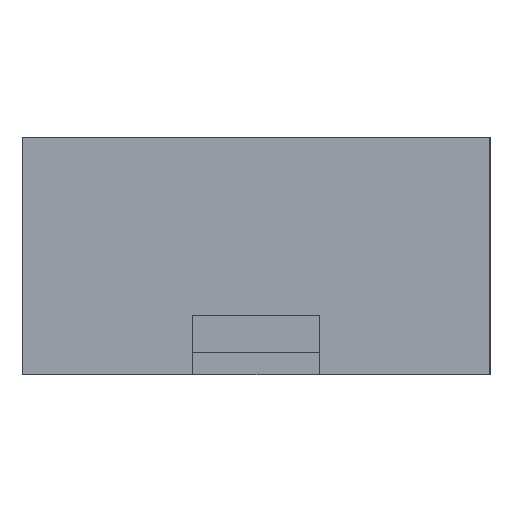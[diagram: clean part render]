
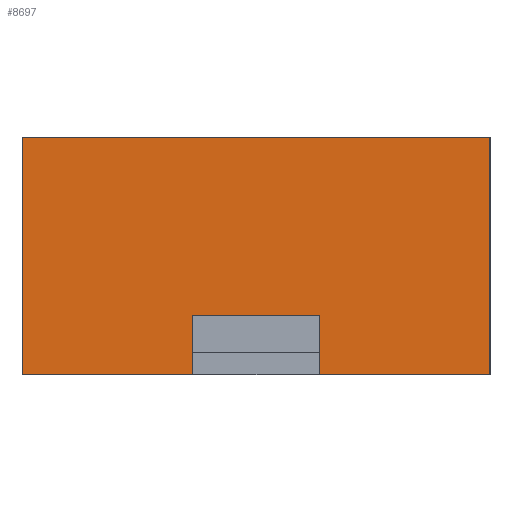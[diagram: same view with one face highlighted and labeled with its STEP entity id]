
A CAD part, left-side view. The second image highlights one B-rep face of the part: STEP entity #8697.
In plain terms, the highlighted planar face has unit normal (-1, 0, 0).
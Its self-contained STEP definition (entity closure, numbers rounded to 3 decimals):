
#372 = EDGE_LOOP ( 'NONE', ( #2198, #2197, #2175, #2174, #2173, #2172, #1644, #1643 ) ) ;
#393 = DIRECTION ( 'NONE',  ( 0., 0., -1. ) ) ;
#395 = DIRECTION ( 'NONE',  ( 0., 0., -1. ) ) ;
#397 = DIRECTION ( 'NONE',  ( 0., 0., 1. ) ) ;
#398 = DIRECTION ( 'NONE',  ( 0., 1., 0. ) ) ;
#399 = CARTESIAN_POINT ( 'NONE',  ( 0., 40., 8. ) ) ;
#400 = CARTESIAN_POINT ( 'NONE',  ( 0., 40., 8. ) ) ;
#447 = CARTESIAN_POINT ( 'NONE',  ( 0., 63., 32. ) ) ;
#450 = CARTESIAN_POINT ( 'NONE',  ( 0., 23., 8. ) ) ;
#630 = FACE_OUTER_BOUND ( 'NONE', #372, .T. ) ;
#1061 = VERTEX_POINT ( 'NONE', #2162 ) ;
#1082 = VERTEX_POINT ( 'NONE', #13314 ) ;
#1095 = VERTEX_POINT ( 'NONE', #13430 ) ;
#1643 = ORIENTED_EDGE ( 'NONE', *, *, #1913, .F. ) ;
#1644 = ORIENTED_EDGE ( 'NONE', *, *, #7225, .T. ) ;
#1825 = EDGE_CURVE ( 'NONE', #6949, #6934, #9773, .T. ) ;
#1844 = EDGE_CURVE ( 'NONE', #10517, #6949, #9808, .T. ) ;
#1910 = EDGE_CURVE ( 'NONE', #6720, #6714, #9898, .T. ) ;
#1911 = EDGE_CURVE ( 'NONE', #1095, #6720, #9877, .T. ) ;
#1912 = EDGE_CURVE ( 'NONE', #10517, #1061, #9900, .T. ) ;
#1913 = EDGE_CURVE ( 'NONE', #6714, #1082, #9902, .T. ) ;
#2162 = CARTESIAN_POINT ( 'NONE',  ( 0., 63., 0. ) ) ;
#2172 = ORIENTED_EDGE ( 'NONE', *, *, #1912, .T. ) ;
#2173 = ORIENTED_EDGE ( 'NONE', *, *, #1844, .F. ) ;
#2174 = ORIENTED_EDGE ( 'NONE', *, *, #1825, .F. ) ;
#2175 = ORIENTED_EDGE ( 'NONE', *, *, #7229, .T. ) ;
#2197 = ORIENTED_EDGE ( 'NONE', *, *, #1911, .F. ) ;
#2198 = ORIENTED_EDGE ( 'NONE', *, *, #1910, .F. ) ;
#2997 = PLANE ( 'NONE',  #13690 ) ;
#3016 = CARTESIAN_POINT ( 'NONE',  ( 0., 0., 32. ) ) ;
#3017 = DIRECTION ( 'NONE',  ( 1., 0., 0. ) ) ;
#3018 = DIRECTION ( 'NONE',  ( 0., 1., 0. ) ) ;
#5646 = LINE ( 'NONE', #8365, #5649 ) ;
#5649 = VECTOR ( 'NONE', #8366, 1000. ) ;
#5654 = LINE ( 'NONE', #8373, #5657 ) ;
#5657 = VECTOR ( 'NONE', #8374, 1000. ) ;
#6606 = CARTESIAN_POINT ( 'NONE',  ( 0., 40., 8. ) ) ;
#6714 = VERTEX_POINT ( 'NONE', #6606 ) ;
#6720 = VERTEX_POINT ( 'NONE', #7958 ) ;
#6934 = VERTEX_POINT ( 'NONE', #8172 ) ;
#6949 = VERTEX_POINT ( 'NONE', #8187 ) ;
#7225 = EDGE_CURVE ( 'NONE', #1061, #1082, #5646, .T. ) ;
#7229 = EDGE_CURVE ( 'NONE', #1095, #6934, #5654, .T. ) ;
#7958 = CARTESIAN_POINT ( 'NONE',  ( 0., 23., 8. ) ) ;
#8172 = CARTESIAN_POINT ( 'NONE',  ( 0., 0., 0. ) ) ;
#8187 = CARTESIAN_POINT ( 'NONE',  ( 0., 0., 32. ) ) ;
#8365 = CARTESIAN_POINT ( 'NONE',  ( 0., 0., 0. ) ) ;
#8366 = DIRECTION ( 'NONE',  ( 0., -1., 0. ) ) ;
#8373 = CARTESIAN_POINT ( 'NONE',  ( 0., 0., 0. ) ) ;
#8374 = DIRECTION ( 'NONE',  ( 0., -1., 0. ) ) ;
#8697 = ADVANCED_FACE ( 'NONE', ( #630 ), #2997, .F. ) ;
#9083 = DIRECTION ( 'NONE',  ( 0., 0., -1. ) ) ;
#9084 = CARTESIAN_POINT ( 'NONE',  ( 0., 0., 32. ) ) ;
#9773 = LINE ( 'NONE', #9084, #9776 ) ;
#9776 = VECTOR ( 'NONE', #9083, 1000. ) ;
#9808 = LINE ( 'NONE', #11758, #9813 ) ;
#9813 = VECTOR ( 'NONE', #11753, 1000. ) ;
#9877 = LINE ( 'NONE', #450, #9903 ) ;
#9898 = LINE ( 'NONE', #400, #9901 ) ;
#9900 = LINE ( 'NONE', #447, #9905 ) ;
#9901 = VECTOR ( 'NONE', #398, 1000. ) ;
#9902 = LINE ( 'NONE', #399, #9907 ) ;
#9903 = VECTOR ( 'NONE', #397, 1000. ) ;
#9905 = VECTOR ( 'NONE', #395, 1000. ) ;
#9907 = VECTOR ( 'NONE', #393, 1000. ) ;
#10517 = VERTEX_POINT ( 'NONE', #12212 ) ;
#11753 = DIRECTION ( 'NONE',  ( 0., -1., 0. ) ) ;
#11758 = CARTESIAN_POINT ( 'NONE',  ( 0., 0., 32. ) ) ;
#12212 = CARTESIAN_POINT ( 'NONE',  ( 0., 63., 32. ) ) ;
#13314 = CARTESIAN_POINT ( 'NONE',  ( 0., 40., 0. ) ) ;
#13430 = CARTESIAN_POINT ( 'NONE',  ( 0., 23., 0. ) ) ;
#13690 = AXIS2_PLACEMENT_3D ( 'NONE', #3016, #3017, #3018 ) ;
